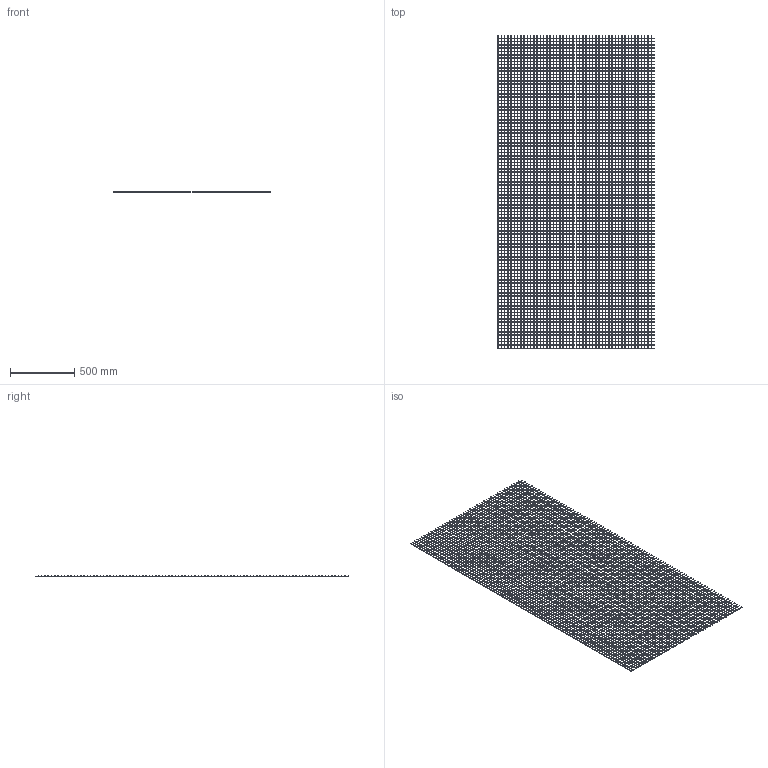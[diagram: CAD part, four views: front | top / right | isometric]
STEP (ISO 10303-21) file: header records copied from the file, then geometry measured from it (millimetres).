
FILE_DESCRIPTION (( 'STEP AP214' ), '1' );
FILE_NAME ('5.6mm Yellow PVC-Coated 1in Wire Mesh(00DWM-3403-001-00).step', '2023-08-29T14:55:15', ( '' ), ( '' ), 'SwSTEP 2.0', 'SolidWorks 2020', '' );
FILE_SCHEMA (( 'AUTOMOTIVE_DESIGN' ));
Length unit declared in the file: millimetre
Products named in the file (1): 5.6mm Yellow PVC-Coated 1in Wire Mesh(00DWM-3403-001-00)
Bounding box: 1219 x 2438 x 7.72 mm (x, y, z)
Volume: 2739992.8 mm3; surface area: 2842154.1 mm2
Topology: 144 solids, 144 shells, 576 faces, 864 edges, 576 vertices
Faces by surface type: cylinder 288, plane 288
Entity records: 14285 total; most frequent: DIRECTION 2594, CARTESIAN_POINT 2017, ORIENTED_EDGE 1728, AXIS2_PLACEMENT_3D 1153, EDGE_CURVE 864, CIRCLE 576, ADVANCED_FACE 576, EDGE_LOOP 576
